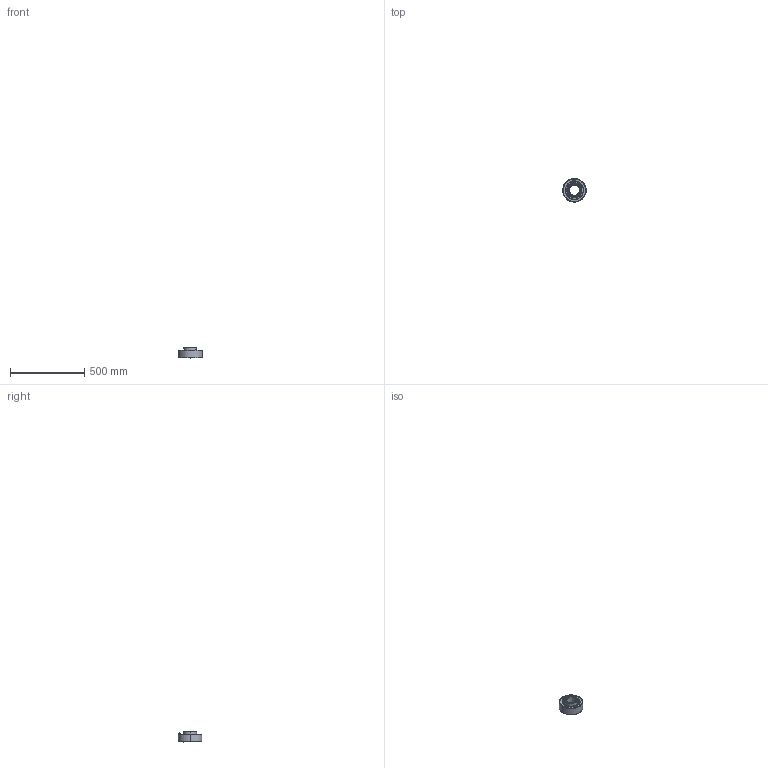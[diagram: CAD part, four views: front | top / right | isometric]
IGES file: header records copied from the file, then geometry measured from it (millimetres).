
Start section: SolidWorks IGES file using analytic representation for surfaces
Global section: file name: SCDEFAU1231527443764.igs; native system: SolidWorks 2015; preprocessor: SolidWorks 2015; author: partstream; date: 141231.052747; units: millimetre
Bounding box: 180.03 x 185.01 x 2229.43 mm (x, y, z)
Surface area: 100856.7 mm2 (no closed solid volume)
Topology: 0 solids, 0 shells, 101 faces, 2409 edges, 2417 vertices
Faces by surface type: revolution 51, bspline 50
